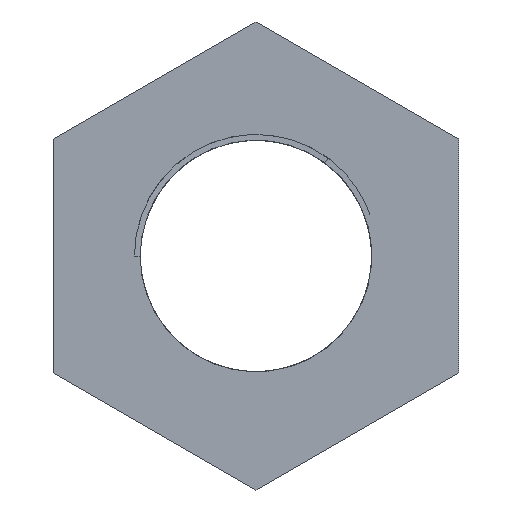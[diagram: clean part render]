
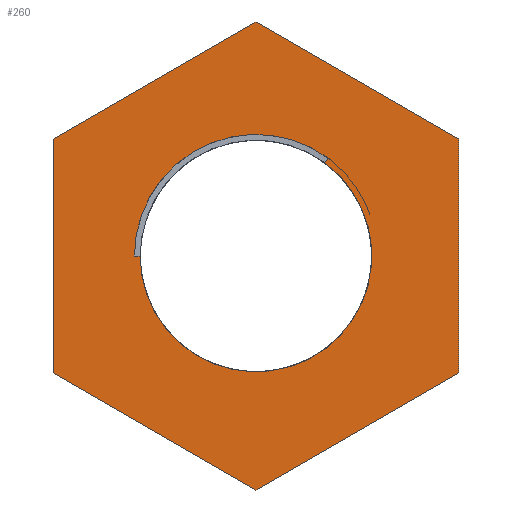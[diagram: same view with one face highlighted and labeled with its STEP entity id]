
A CAD part, front view. The second image highlights one B-rep face of the part: STEP entity #260.
In plain terms, the highlighted planar face has unit normal (0, -1, 0).
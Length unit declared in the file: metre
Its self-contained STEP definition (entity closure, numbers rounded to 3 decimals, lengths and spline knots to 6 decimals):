
#28=B_SPLINE_CURVE_WITH_KNOTS('',3,(#384,#385,#386,#387),.UNSPECIFIED.,
 .F.,.F.,(4,4),(0.,0.0002),.UNSPECIFIED.);
#30=CIRCLE('',#288,0.004);
#31=CIRCLE('',#289,0.0042);
#34=ORIENTED_EDGE('',*,*,#106,.T.);
#35=ORIENTED_EDGE('',*,*,#107,.T.);
#36=ORIENTED_EDGE('',*,*,#108,.T.);
#37=ORIENTED_EDGE('',*,*,#109,.T.);
#38=ORIENTED_EDGE('',*,*,#110,.T.);
#39=ORIENTED_EDGE('',*,*,#111,.T.);
#40=ORIENTED_EDGE('',*,*,#112,.F.);
#41=ORIENTED_EDGE('',*,*,#113,.T.);
#42=ORIENTED_EDGE('',*,*,#114,.F.);
#43=ORIENTED_EDGE('',*,*,#115,.F.);
#106=EDGE_CURVE('',#142,#143,#166,.T.);
#107=EDGE_CURVE('',#143,#144,#167,.T.);
#108=EDGE_CURVE('',#144,#145,#168,.T.);
#109=EDGE_CURVE('',#145,#146,#169,.T.);
#110=EDGE_CURVE('',#146,#147,#170,.T.);
#111=EDGE_CURVE('',#147,#142,#171,.T.);
#112=EDGE_CURVE('',#148,#149,#30,.T.);
#113=EDGE_CURVE('',#148,#150,#172,.T.);
#114=EDGE_CURVE('',#151,#150,#31,.T.);
#115=EDGE_CURVE('',#149,#151,#28,.T.);
#142=VERTEX_POINT('',#366);
#143=VERTEX_POINT('',#367);
#144=VERTEX_POINT('',#369);
#145=VERTEX_POINT('',#371);
#146=VERTEX_POINT('',#373);
#147=VERTEX_POINT('',#375);
#148=VERTEX_POINT('',#378);
#149=VERTEX_POINT('',#379);
#150=VERTEX_POINT('',#381);
#151=VERTEX_POINT('',#383);
#166=LINE('',#365,#192);
#167=LINE('',#368,#193);
#168=LINE('',#370,#194);
#169=LINE('',#372,#195);
#170=LINE('',#374,#196);
#171=LINE('',#376,#197);
#172=LINE('',#380,#198);
#192=VECTOR('',#307,1.);
#193=VECTOR('',#308,1.);
#194=VECTOR('',#309,1.);
#195=VECTOR('',#310,1.);
#196=VECTOR('',#311,1.);
#197=VECTOR('',#312,1.);
#198=VECTOR('',#315,1.);
#218=EDGE_LOOP('',(#34,#35,#36,#37,#38,#39));
#219=EDGE_LOOP('',(#40,#41,#42,#43));
#234=FACE_BOUND('',#218,.T.);
#235=FACE_BOUND('',#219,.T.);
#250=PLANE('',#287);
#260=ADVANCED_FACE('',(#234,#235),#250,.T.);
#287=AXIS2_PLACEMENT_3D('',#364,#305,#306);
#288=AXIS2_PLACEMENT_3D('',#377,#313,#314);
#289=AXIS2_PLACEMENT_3D('',#382,#316,#317);
#305=DIRECTION('',(0.,-1.,0.));
#306=DIRECTION('',(1.,0.,0.));
#307=DIRECTION('',(0.,0.,-1.));
#308=DIRECTION('',(0.866,0.,-0.5));
#309=DIRECTION('',(0.866,0.,0.5));
#310=DIRECTION('',(0.,0.,1.));
#311=DIRECTION('',(-0.866,0.,0.5));
#312=DIRECTION('',(-0.866,0.,-0.5));
#313=DIRECTION('',(0.,-1.,0.));
#314=DIRECTION('',(0.,0.,-1.));
#315=DIRECTION('',(-1.,0.,0.));
#316=DIRECTION('',(0.,-1.,0.));
#317=DIRECTION('',(0.,0.,-1.));
#364=CARTESIAN_POINT('',(0.,-0.024,0.));
#365=CARTESIAN_POINT('',(-0.007,-0.024,0.));
#366=CARTESIAN_POINT('',(-0.007,-0.024,0.004041));
#367=CARTESIAN_POINT('',(-0.007,-0.024,-0.004041));
#368=CARTESIAN_POINT('',(-0.0035,-0.024,-0.006062));
#369=CARTESIAN_POINT('',(0.,-0.024,-0.008083));
#370=CARTESIAN_POINT('',(0.0035,-0.024,-0.006062));
#371=CARTESIAN_POINT('',(0.007,-0.024,-0.004041));
#372=CARTESIAN_POINT('',(0.007,-0.024,0.));
#373=CARTESIAN_POINT('',(0.007,-0.024,0.004041));
#374=CARTESIAN_POINT('',(0.0035,-0.024,0.006062));
#375=CARTESIAN_POINT('',(0.,-0.024,0.008083));
#376=CARTESIAN_POINT('',(-0.0035,-0.024,0.006062));
#377=CARTESIAN_POINT('',(0.,-0.024,0.));
#378=CARTESIAN_POINT('',(-0.004,-0.024,0.));
#379=CARTESIAN_POINT('',(0.002375,-0.024,0.003219));
#380=CARTESIAN_POINT('',(0.,-0.024,0.));
#381=CARTESIAN_POINT('',(-0.0042,-0.024,0.));
#382=CARTESIAN_POINT('',(0.,-0.024,0.));
#383=CARTESIAN_POINT('',(0.002494,-0.024,0.00338));
#384=CARTESIAN_POINT('',(0.002375,-0.024,0.003219));
#385=CARTESIAN_POINT('',(0.002414,-0.024,0.003272));
#386=CARTESIAN_POINT('',(0.002454,-0.024,0.003326));
#387=CARTESIAN_POINT('',(0.002494,-0.024,0.00338));
